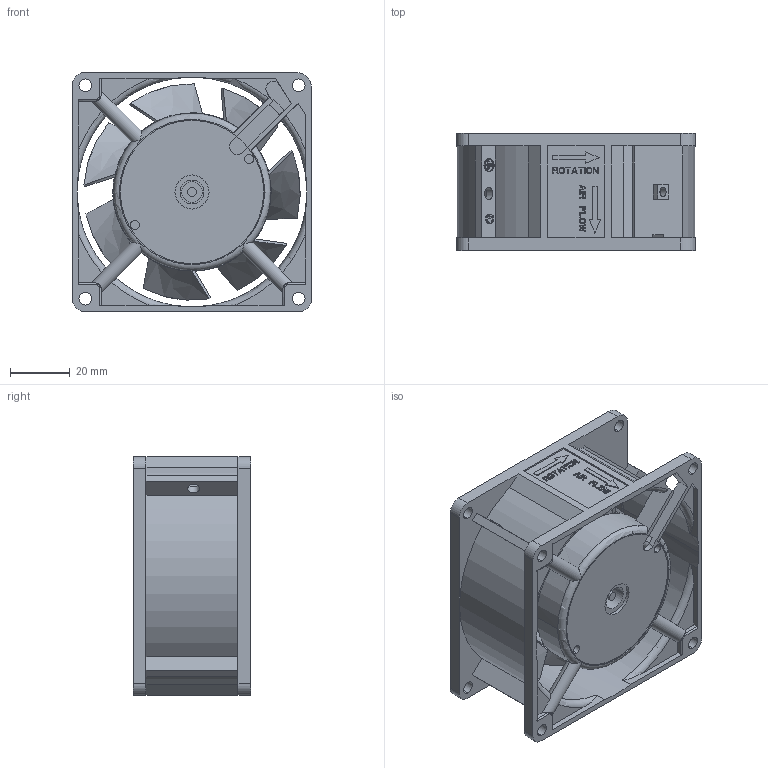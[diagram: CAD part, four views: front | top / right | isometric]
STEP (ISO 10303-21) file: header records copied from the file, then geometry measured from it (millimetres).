
FILE_DESCRIPTION((''),'2;1');
FILE_NAME('ASM0001_ASM','2025-01-16T11:36:40',('Administrator'),(''),'CREO PARAMETRIC BY PTC INC, 2019010','CREO PARAMETRIC BY PTC INC, 2019010','');
FILE_SCHEMA(('CONFIG_CONTROL_DESIGN'));
Length unit declared in the file: millimetre
Products named in the file (9): 8038_1_1; 8038_1_2; 8038_1_3; 8038_1_4; 8038_1_5; 8038_1_ASM; 8038_ASM; PRT0025; ASM0001_ASM
Assembly tree (8 placements, depth 4):
  ASM0001_ASM
    8038_ASM
      8038_1_ASM
        8038_1_1
        8038_1_2
        8038_1_3
        8038_1_4
        8038_1_5
    PRT0025
Bounding box: 80 x 39.2 x 80 mm (x, y, z)
Volume: 50204.4 mm3; surface area: 54406.9 mm2
Topology: 6 solids, 6 shells, 718 faces, 2032 edges, 1358 vertices
Faces by surface type: plane 553, cylinder 102, bspline 45, torus 16, cone 2
Entity records: 25176 total; most frequent: CARTESIAN_POINT 6415, ORIENTED_EDGE 4058, DIRECTION 3524, EDGE_CURVE 2029, VECTOR 1600, LINE 1600, VERTEX_POINT 1358, AXIS2_PLACEMENT_3D 962
